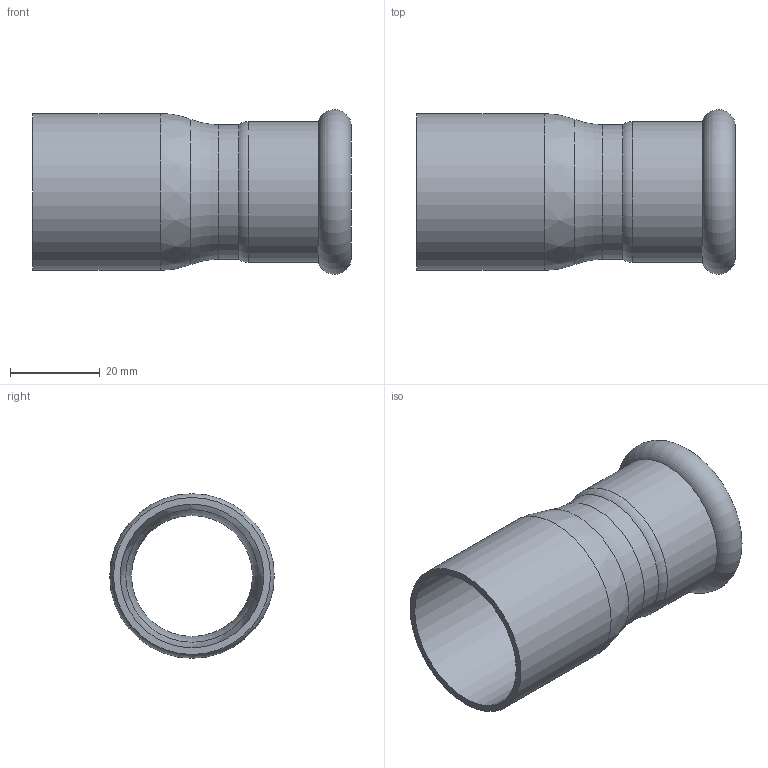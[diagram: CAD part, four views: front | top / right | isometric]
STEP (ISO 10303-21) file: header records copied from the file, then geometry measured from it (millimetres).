
FILE_DESCRIPTION(/* description */ ('Riduzione MF 35x28 Inoxpres'),/* implementation_level */ '2;1');
FILE_NAME(/* name */ '191035028_Inoxpres.stp',/* time_stamp */ '2022-10-12T10:43:56+02:00',/* author */ ('Vault'),/* organization */ ('Raccorderie metalliche s.p.a.'),/* preprocessor_version */ 'ST-DEVELOPER v18.1',/* originating_system */ 'Autodesk Inventor 2020',/* authorisation */ 'Raccorderie metalliche s.p.a.');
FILE_SCHEMA (('AUTOMOTIVE_DESIGN { 1 0 10303 214 3 1 1 }'));
Length unit declared in the file: millimetre
Products named in the file (1): 191035028_Inoxpres
Bounding box: 71 x 36.68 x 36.68 mm (x, y, z)
Volume: 11969.5 mm3; surface area: 14697.9 mm2
Topology: 1 solids, 1 shells, 19 faces, 68 edges, 50 vertices
Faces by surface type: cylinder 8, torus 7, bspline 2, cone 1, plane 1
Full cylindrical faces by diameter (mm): 27 x1, 28.4 x1, 28.8 x2, 30 x1, 31.4 x1, 32 x1, 35 x1
Entity records: 882 total; most frequent: CARTESIAN_POINT 190, DIRECTION 163, ORIENTED_EDGE 136, AXIS2_PLACEMENT_3D 77, EDGE_CURVE 68, CIRCLE 59, VERTEX_POINT 50, EDGE_LOOP 20
